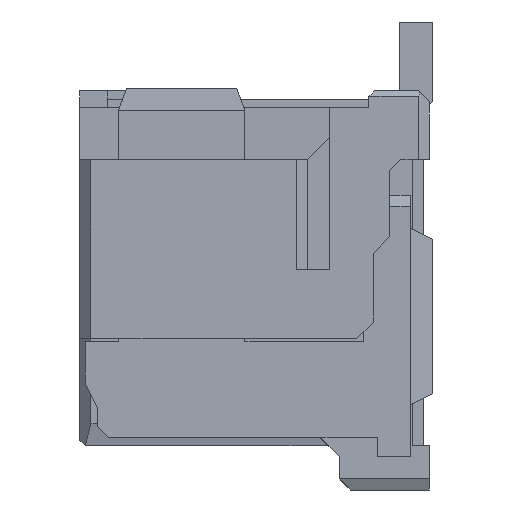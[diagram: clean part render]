
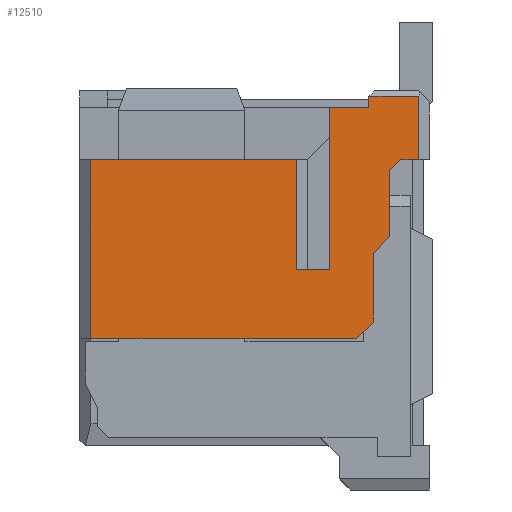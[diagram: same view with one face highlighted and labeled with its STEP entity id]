
A CAD part, left-side view. The second image highlights one B-rep face of the part: STEP entity #12510.
In plain terms, the highlighted planar face has unit normal (-1, 0, 0).
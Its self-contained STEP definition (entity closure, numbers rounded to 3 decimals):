
#753=DIRECTION('',(0.,0.,-1.));
#754=VECTOR('',#753,2.95);
#755=CARTESIAN_POINT('',(-12.65,-1.93,3.77));
#756=LINE('',#755,#754);
#761=DIRECTION('',(0.,0.,-1.));
#762=VECTOR('',#761,3.25);
#763=CARTESIAN_POINT('',(-12.65,2.4,2.82));
#764=LINE('',#763,#762);
#765=DIRECTION('',(0.,-1.,0.));
#766=VECTOR('',#765,3.73);
#767=CARTESIAN_POINT('',(-12.65,2.4,2.82));
#768=LINE('',#767,#766);
#769=DIRECTION('',(0.,0.,1.));
#770=VECTOR('',#769,2.);
#771=CARTESIAN_POINT('',(-12.65,-1.33,0.82));
#772=LINE('',#771,#770);
#773=DIRECTION('',(0.,1.,0.));
#774=VECTOR('',#773,0.6);
#775=CARTESIAN_POINT('',(-12.65,-1.93,0.82));
#776=LINE('',#775,#774);
#777=DIRECTION('',(0.,1.,0.));
#778=VECTOR('',#777,0.72);
#779=CARTESIAN_POINT('',(-12.65,-2.65,3.77));
#780=LINE('',#779,#778);
#781=DIRECTION('',(0.,0.,-1.));
#782=VECTOR('',#781,0.2);
#783=CARTESIAN_POINT('',(-12.65,-2.65,3.97));
#784=LINE('',#783,#782);
#785=DIRECTION('',(0.,1.,0.));
#786=VECTOR('',#785,0.9);
#787=CARTESIAN_POINT('',(-12.65,-3.55,3.97));
#788=LINE('',#787,#786);
#789=DIRECTION('',(0.,0.,1.));
#790=VECTOR('',#789,1.15);
#791=CARTESIAN_POINT('',(-12.65,-3.55,2.82));
#792=LINE('',#791,#790);
#793=DIRECTION('',(0.,1.,0.));
#794=VECTOR('',#793,0.32);
#795=CARTESIAN_POINT('',(-12.65,-3.55,2.82));
#796=LINE('',#795,#794);
#797=DIRECTION('',(0.,0.707,-0.707));
#798=VECTOR('',#797,0.283);
#799=CARTESIAN_POINT('',(-12.65,-3.23,2.82));
#800=LINE('',#799,#798);
#801=DIRECTION('',(0.,0.,-1.));
#802=VECTOR('',#801,1.2);
#803=CARTESIAN_POINT('',(-12.65,-3.03,2.62));
#804=LINE('',#803,#802);
#805=DIRECTION('',(0.,0.707,-0.707));
#806=VECTOR('',#805,0.424);
#807=CARTESIAN_POINT('',(-12.65,-3.03,1.42));
#808=LINE('',#807,#806);
#809=DIRECTION('',(0.,0.,-1.));
#810=VECTOR('',#809,1.25);
#811=CARTESIAN_POINT('',(-12.65,-2.73,1.12));
#812=LINE('',#811,#810);
#813=DIRECTION('',(0.,0.707,-0.707));
#814=VECTOR('',#813,0.424);
#815=CARTESIAN_POINT('',(-12.65,-2.73,-0.13));
#816=LINE('',#815,#814);
#817=DIRECTION('',(0.,-1.,0.));
#818=VECTOR('',#817,4.83);
#819=CARTESIAN_POINT('',(-12.65,2.4,-0.43));
#820=LINE('',#819,#818);
#8767=CARTESIAN_POINT('',(-12.65,-3.23,2.82));
#8768=CARTESIAN_POINT('',(-12.65,-3.03,2.62));
#8769=VERTEX_POINT('',#8767);
#8770=VERTEX_POINT('',#8768);
#8771=CARTESIAN_POINT('',(-12.65,-3.03,1.42));
#8772=VERTEX_POINT('',#8771);
#8773=CARTESIAN_POINT('',(-12.65,-2.73,1.12));
#8774=VERTEX_POINT('',#8773);
#8775=CARTESIAN_POINT('',(-12.65,-2.73,-0.13));
#8776=VERTEX_POINT('',#8775);
#8777=CARTESIAN_POINT('',(-12.65,-2.43,-0.43));
#8778=VERTEX_POINT('',#8777);
#8779=CARTESIAN_POINT('',(-12.65,-1.93,3.77));
#8781=VERTEX_POINT('',#8779);
#8787=CARTESIAN_POINT('',(-12.65,-2.65,3.77));
#8788=VERTEX_POINT('',#8787);
#9336=CARTESIAN_POINT('',(-12.65,-1.93,0.82));
#9337=CARTESIAN_POINT('',(-12.65,-1.33,0.82));
#9338=VERTEX_POINT('',#9336);
#9339=VERTEX_POINT('',#9337);
#9340=CARTESIAN_POINT('',(-12.65,-1.33,2.82));
#9341=VERTEX_POINT('',#9340);
#9412=CARTESIAN_POINT('',(-12.65,2.4,-0.43));
#9414=VERTEX_POINT('',#9412);
#9418=CARTESIAN_POINT('',(-12.65,2.4,2.82));
#9419=VERTEX_POINT('',#9418);
#9470=CARTESIAN_POINT('',(-12.65,-3.55,3.97));
#9471=CARTESIAN_POINT('',(-12.65,-2.65,3.97));
#9472=VERTEX_POINT('',#9470);
#9473=VERTEX_POINT('',#9471);
#9483=CARTESIAN_POINT('',(-12.65,-3.55,2.82));
#9485=VERTEX_POINT('',#9483);
#12473=CARTESIAN_POINT('',(-12.65,0.,0.445));
#12474=DIRECTION('',(-1.,0.,0.));
#12475=DIRECTION('',(0.,0.,1.));
#12476=AXIS2_PLACEMENT_3D('',#12473,#12474,#12475);
#12477=PLANE('',#12476);
#12479=ORIENTED_EDGE('',*,*,#12478,.F.);
#12480=ORIENTED_EDGE('',*,*,#12411,.T.);
#12482=ORIENTED_EDGE('',*,*,#12481,.F.);
#12484=ORIENTED_EDGE('',*,*,#12483,.F.);
#12485=ORIENTED_EDGE('',*,*,#12461,.F.);
#12487=ORIENTED_EDGE('',*,*,#12486,.F.);
#12489=ORIENTED_EDGE('',*,*,#12488,.F.);
#12491=ORIENTED_EDGE('',*,*,#12490,.F.);
#12493=ORIENTED_EDGE('',*,*,#12492,.F.);
#12495=ORIENTED_EDGE('',*,*,#12494,.T.);
#12497=ORIENTED_EDGE('',*,*,#12496,.T.);
#12499=ORIENTED_EDGE('',*,*,#12498,.T.);
#12501=ORIENTED_EDGE('',*,*,#12500,.T.);
#12503=ORIENTED_EDGE('',*,*,#12502,.T.);
#12505=ORIENTED_EDGE('',*,*,#12504,.T.);
#12507=ORIENTED_EDGE('',*,*,#12506,.F.);
#12508=EDGE_LOOP('',(#12479,#12480,#12482,#12484,#12485,#12487,#12489,#12491,
#12493,#12495,#12497,#12499,#12501,#12503,#12505,#12507));
#12509=FACE_OUTER_BOUND('',#12508,.F.);
#12510=ADVANCED_FACE('',(#12509),#12477,.T.);
#12411=EDGE_CURVE('',#9419,#9341,#768,.T.);
#12461=EDGE_CURVE('',#8781,#9338,#756,.T.);
#12478=EDGE_CURVE('',#9419,#9414,#764,.T.);
#12481=EDGE_CURVE('',#9339,#9341,#772,.T.);
#12483=EDGE_CURVE('',#9338,#9339,#776,.T.);
#12486=EDGE_CURVE('',#8788,#8781,#780,.T.);
#12488=EDGE_CURVE('',#9473,#8788,#784,.T.);
#12490=EDGE_CURVE('',#9472,#9473,#788,.T.);
#12492=EDGE_CURVE('',#9485,#9472,#792,.T.);
#12494=EDGE_CURVE('',#9485,#8769,#796,.T.);
#12496=EDGE_CURVE('',#8769,#8770,#800,.T.);
#12498=EDGE_CURVE('',#8770,#8772,#804,.T.);
#12500=EDGE_CURVE('',#8772,#8774,#808,.T.);
#12502=EDGE_CURVE('',#8774,#8776,#812,.T.);
#12504=EDGE_CURVE('',#8776,#8778,#816,.T.);
#12506=EDGE_CURVE('',#9414,#8778,#820,.T.);
